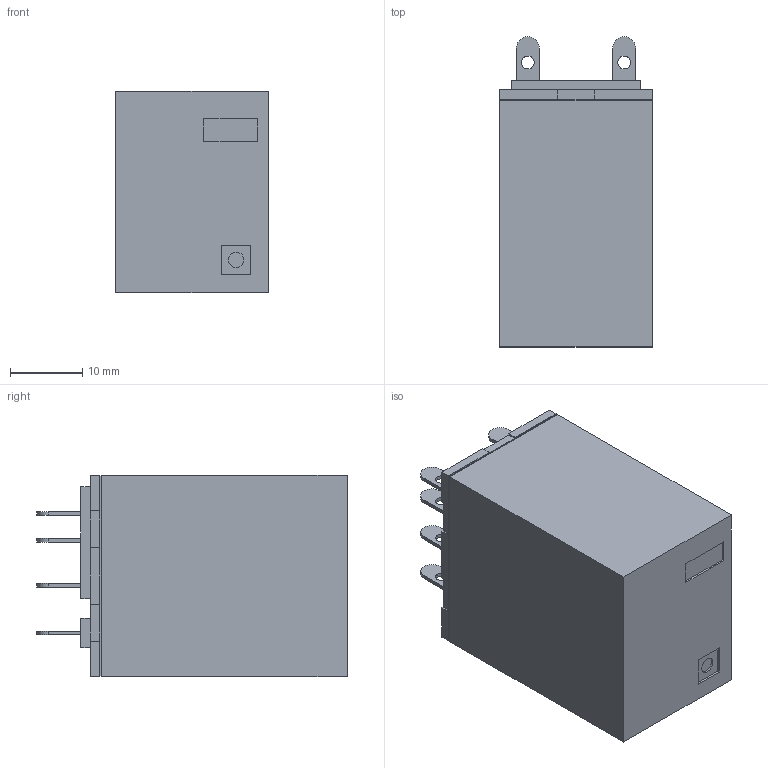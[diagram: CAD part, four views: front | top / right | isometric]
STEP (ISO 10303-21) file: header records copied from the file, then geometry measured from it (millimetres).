
FILE_DESCRIPTION(('starvars output'),'2;1');
FILE_NAME('cv20190909163545000020759.stp','16:35:45 2019/09/09',( 'Thomas Industrial Network Germany GmbH'),( 'Thomas Industrial Network Germany GmbH'),'unknown preprocess','ACIS' ,'unknown authorization');
FILE_SCHEMA(('AUTOMOTIVE_DESIGN_CC2 {UNKNOWN IMPLEMENTATION LEVEL}'));
Length unit declared in the file: millimetre
Products named in the file (1): PRODUCT_ID_2
Bounding box: 21.08 x 42.93 x 27.94 mm (x, y, z)
Volume: 21399.9 mm3; surface area: 5182.3 mm2
Topology: 1 solids, 1 shells, 153 faces, 390 edges, 256 vertices
Faces by surface type: plane 119, cylinder 34
Entity records: 5473 total; most frequent: ORIENTED_EDGE 780, CARTESIAN_POINT 705, DIRECTION 604, EDGE_CURVE 390, VECTOR 294, LINE 294, VERTEX_POINT 256, EDGE_LOOP 186
